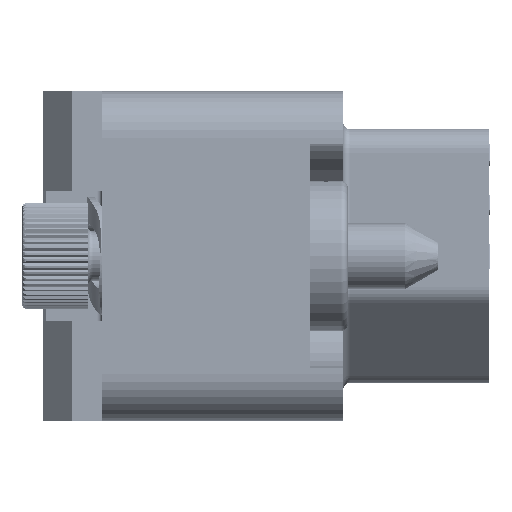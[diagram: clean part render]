
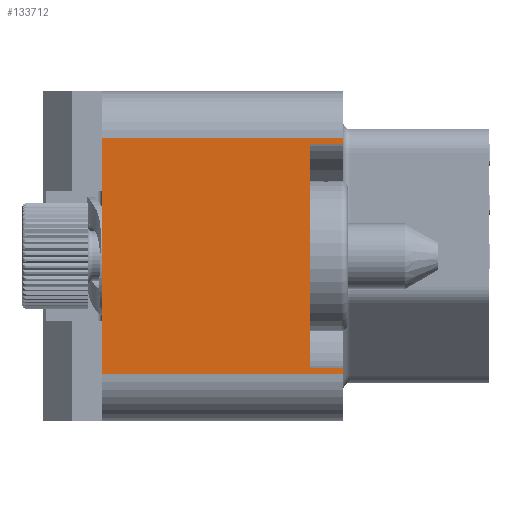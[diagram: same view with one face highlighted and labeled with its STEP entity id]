
A CAD part, left-side view. The second image highlights one B-rep face of the part: STEP entity #133712.
In plain terms, the highlighted planar face has unit normal (-1, 0, 0).
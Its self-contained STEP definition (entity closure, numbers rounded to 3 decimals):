
#1179=DIRECTION('',(0.,1.,0.));
#1180=VECTOR('',#1179,10.25);
#1181=CARTESIAN_POINT('',(-40.,0.,-5.));
#1182=LINE('',#1181,#1180);
#1188=DIRECTION('',(0.,0.,-1.));
#1189=VECTOR('',#1188,10.);
#1190=CARTESIAN_POINT('',(-40.,10.25,5.));
#1191=LINE('',#1190,#1189);
#1291=DIRECTION('',(0.,-1.,0.));
#1292=VECTOR('',#1291,10.25);
#1293=CARTESIAN_POINT('',(-40.,10.25,5.));
#1294=LINE('',#1293,#1292);
#1300=DIRECTION('',(0.,0.,1.));
#1301=VECTOR('',#1300,9.5);
#1302=CARTESIAN_POINT('',(-40.,1.4,-4.75));
#1303=LINE('',#1302,#1301);
#1304=DIRECTION('',(0.,1.,0.));
#1305=VECTOR('',#1304,1.4);
#1306=CARTESIAN_POINT('',(-40.,0.,-4.75));
#1307=LINE('',#1306,#1305);
#1308=DIRECTION('',(0.,0.,-1.));
#1309=VECTOR('',#1308,0.25);
#1310=CARTESIAN_POINT('',(-40.,0.,-4.75));
#1311=LINE('',#1310,#1309);
#1312=DIRECTION('',(0.,0.,-1.));
#1313=VECTOR('',#1312,0.25);
#1314=CARTESIAN_POINT('',(-40.,0.,5.));
#1315=LINE('',#1314,#1313);
#1316=DIRECTION('',(0.,1.,0.));
#1317=VECTOR('',#1316,1.4);
#1318=CARTESIAN_POINT('',(-40.,0.,4.75));
#1319=LINE('',#1318,#1317);
#110817=CARTESIAN_POINT('',(-40.,0.,5.));
#110818=VERTEX_POINT('',#110817);
#110819=CARTESIAN_POINT('',(-40.,10.25,5.));
#110820=VERTEX_POINT('',#110819);
#110825=CARTESIAN_POINT('',(-40.,10.25,-5.));
#110826=VERTEX_POINT('',#110825);
#110827=CARTESIAN_POINT('',(-40.,0.,-5.));
#110828=VERTEX_POINT('',#110827);
#110845=CARTESIAN_POINT('',(-40.,0.,-4.75));
#110847=VERTEX_POINT('',#110845);
#110851=CARTESIAN_POINT('',(-40.,0.,4.75));
#110852=VERTEX_POINT('',#110851);
#110853=CARTESIAN_POINT('',(-40.,1.4,-4.75));
#110854=CARTESIAN_POINT('',(-40.,1.4,4.75));
#110855=VERTEX_POINT('',#110853);
#110856=VERTEX_POINT('',#110854);
#133694=CARTESIAN_POINT('',(-40.,0.,7.));
#133695=DIRECTION('',(-1.,0.,0.));
#133696=DIRECTION('',(0.,1.,0.));
#133697=AXIS2_PLACEMENT_3D('',#133694,#133695,#133696);
#133698=PLANE('',#133697);
#133700=ORIENTED_EDGE('',*,*,#133699,.F.);
#133702=ORIENTED_EDGE('',*,*,#133701,.F.);
#133703=ORIENTED_EDGE('',*,*,#133517,.T.);
#133704=ORIENTED_EDGE('',*,*,#133594,.T.);
#133705=ORIENTED_EDGE('',*,*,#133607,.F.);
#133706=ORIENTED_EDGE('',*,*,#133688,.T.);
#133707=ORIENTED_EDGE('',*,*,#133525,.T.);
#133709=ORIENTED_EDGE('',*,*,#133708,.T.);
#133710=EDGE_LOOP('',(#133700,#133702,#133703,#133704,#133705,#133706,#133707,
#133709));
#133711=FACE_OUTER_BOUND('',#133710,.F.);
#133712=ADVANCED_FACE('',(#133711),#133698,.T.);
#133517=EDGE_CURVE('',#110847,#110828,#1311,.T.);
#133525=EDGE_CURVE('',#110818,#110852,#1315,.T.);
#133594=EDGE_CURVE('',#110828,#110826,#1182,.T.);
#133607=EDGE_CURVE('',#110820,#110826,#1191,.T.);
#133688=EDGE_CURVE('',#110820,#110818,#1294,.T.);
#133699=EDGE_CURVE('',#110855,#110856,#1303,.T.);
#133701=EDGE_CURVE('',#110847,#110855,#1307,.T.);
#133708=EDGE_CURVE('',#110852,#110856,#1319,.T.);
